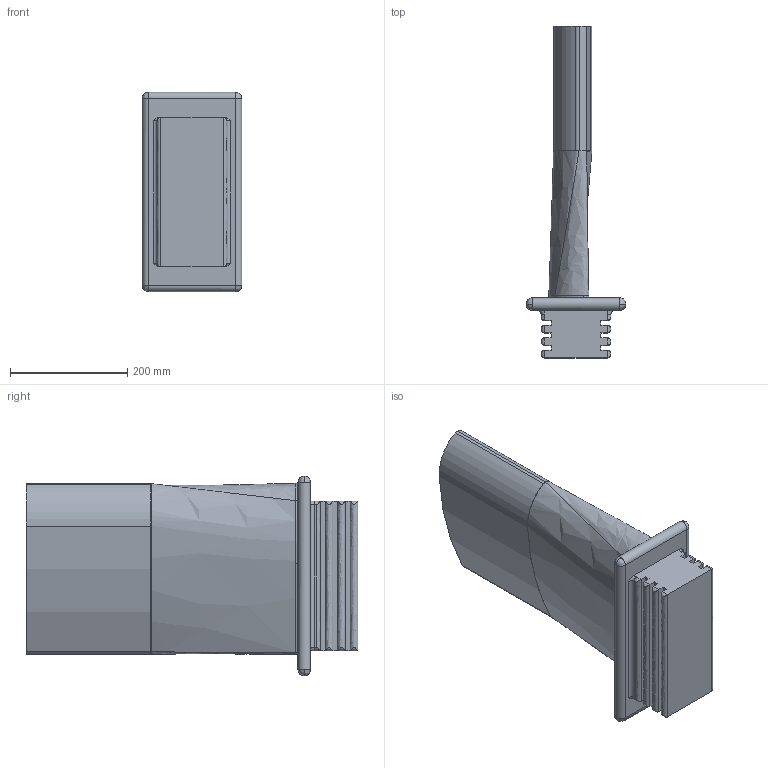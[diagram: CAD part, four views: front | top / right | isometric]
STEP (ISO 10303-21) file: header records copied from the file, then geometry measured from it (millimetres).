
FILE_DESCRIPTION(('FreeCAD Model'),'2;1');
FILE_NAME('Open CASCADE Shape Model','2025-04-27T14:21:59',('FreeCAD'),( 'FreeCAD'),'Open CASCADE STEP processor 7.6','FreeCAD','Unknown');
FILE_SCHEMA(('AUTOMOTIVE_DESIGN { 1 0 10303 214 1 1 1 1 }'));
Length unit declared in the file: millimetre
Products named in the file (1): Open CASCADE STEP translator 7.6 1
Bounding box: 170.15 x 565.74 x 340.3 mm (x, y, z)
Volume: 6593763.2 mm3; surface area: 562446.6 mm2
Topology: 4 solids, 4 shells, 119 faces, 302 edges, 193 vertices
Faces by surface type: bspline 119
Entity records: 3802 total; most frequent: CARTESIAN_POINT 2120, ORIENTED_EDGE 604, EDGE_CURVE 302, VERTEX_POINT 193, B_SPLINE_CURVE_WITH_KNOTS 158, FACE_BOUND 121, EDGE_LOOP 121, ADVANCED_FACE 119
